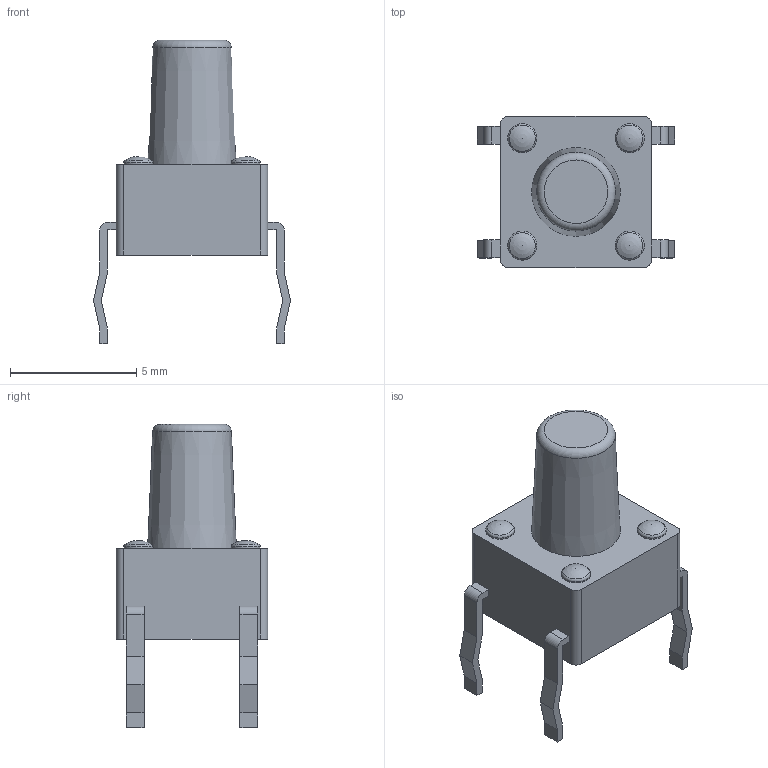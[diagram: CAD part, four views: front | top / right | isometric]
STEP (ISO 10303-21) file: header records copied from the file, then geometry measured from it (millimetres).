
FILE_DESCRIPTION(/* description */ (''),/* implementation_level */ '2;1');
FILE_NAME(/* name */ 'c-3-1825910-5-c-3d.step',/* time_stamp */ '2022-05-18T10:41:21+02:00',/* author */ (''),/* organization */ (''),/* preprocessor_version */ 'ST-DEVELOPER v18.1',/* originating_system */ 'Autodesk Translation Framework v10.14.0.1471',/* authorisation */ '');
FILE_SCHEMA (('AUTOMOTIVE_DESIGN { 1 0 10303 214 3 1 1 }'));
Length unit declared in the file: millimetre
Products named in the file (1): (Unsaved)
Bounding box: 7.8 x 5.99 x 12.01 mm (x, y, z)
Volume: 175.9 mm3; surface area: 247 mm2
Topology: 1 solids, 1 shells, 85 faces, 230 edges, 152 vertices
Faces by surface type: plane 59, cylinder 16, torus 5, sphere 4, cone 1
Full cylindrical faces by diameter (mm): 1.15 x4
Entity records: 2678 total; most frequent: CARTESIAN_POINT 464, ORIENTED_EDGE 452, DIRECTION 451, EDGE_CURVE 226, LINE 173, VECTOR 173, VERTEX_POINT 152, AXIS2_PLACEMENT_3D 139
